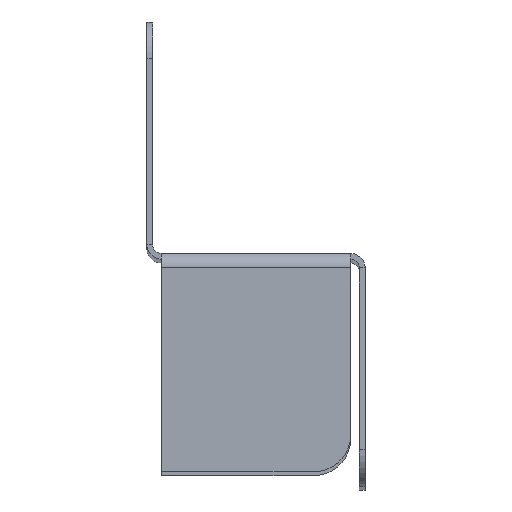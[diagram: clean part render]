
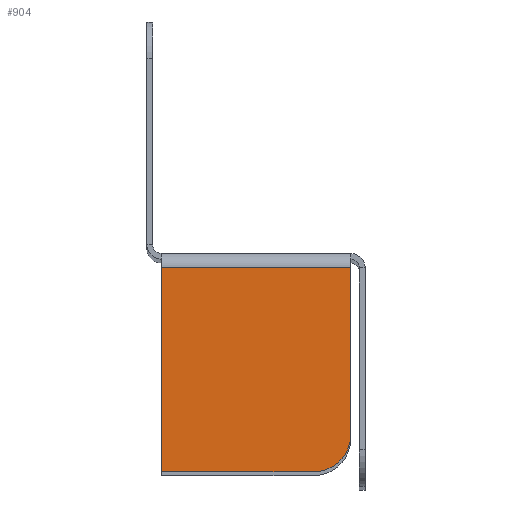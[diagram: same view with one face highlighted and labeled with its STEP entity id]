
A CAD part, top view. The second image highlights one B-rep face of the part: STEP entity #904.
In plain terms, the highlighted planar face has unit normal (0, 0, 1).
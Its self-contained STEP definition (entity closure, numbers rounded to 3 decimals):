
#3 = CARTESIAN_POINT ( 'NONE',  ( 1.2, -33.8, 152. ) ) ;
#4 = CARTESIAN_POINT ( 'NONE',  ( 22.2, -61.8, 152. ) ) ;
#25 = CARTESIAN_POINT ( 'NONE',  ( 27.2, -56.8, 152. ) ) ;
#31 = CARTESIAN_POINT ( 'NONE',  ( 27.2, -33.8, 152. ) ) ;
#53 = DIRECTION ( 'NONE',  ( 1., 0., 0. ) ) ;
#55 = CARTESIAN_POINT ( 'NONE',  ( 27.2, -33.8, 152. ) ) ;
#293 = LINE ( 'NONE', #55, #296 ) ;
#296 = VECTOR ( 'NONE', #53, 1000. ) ;
#319 = FACE_OUTER_BOUND ( 'NONE', #1159, .T. ) ;
#354 = VERTEX_POINT ( 'NONE', #1070 ) ;
#388 = AXIS2_PLACEMENT_3D ( 'NONE', #888, #878, #877 ) ;
#421 = AXIS2_PLACEMENT_3D ( 'NONE', #1140, #1098, #1066 ) ;
#452 = LINE ( 'NONE', #1081, #455 ) ;
#454 = CIRCLE ( 'NONE', #421, 5. ) ;
#455 = VECTOR ( 'NONE', #1146, 1000. ) ;
#503 = ORIENTED_EDGE ( 'NONE', *, *, #608, .T. ) ;
#518 = ORIENTED_EDGE ( 'NONE', *, *, #569, .F. ) ;
#532 = ORIENTED_EDGE ( 'NONE', *, *, #656, .F. ) ;
#545 = ORIENTED_EDGE ( 'NONE', *, *, #607, .F. ) ;
#560 = ORIENTED_EDGE ( 'NONE', *, *, #581, .F. ) ;
#569 = EDGE_CURVE ( 'NONE', #744, #754, #1173, .T. ) ;
#581 = EDGE_CURVE ( 'NONE', #354, #795, #1197, .T. ) ;
#607 = EDGE_CURVE ( 'NONE', #790, #354, #452, .T. ) ;
#608 = EDGE_CURVE ( 'NONE', #790, #754, #454, .T. ) ;
#656 = EDGE_CURVE ( 'NONE', #795, #744, #293, .T. ) ;
#744 = VERTEX_POINT ( 'NONE', #31 ) ;
#754 = VERTEX_POINT ( 'NONE', #25 ) ;
#790 = VERTEX_POINT ( 'NONE', #4 ) ;
#795 = VERTEX_POINT ( 'NONE', #3 ) ;
#877 = DIRECTION ( 'NONE',  ( 0., 1., 0. ) ) ;
#878 = DIRECTION ( 'NONE',  ( 0., 0., -1. ) ) ;
#882 = PLANE ( 'NONE',  #388 ) ;
#888 = CARTESIAN_POINT ( 'NONE',  ( 27.2, -32.6, 152. ) ) ;
#904 = ADVANCED_FACE ( 'NONE', ( #319 ), #882, .F. ) ;
#1053 = DIRECTION ( 'NONE',  ( 0., 1., 0. ) ) ;
#1066 = DIRECTION ( 'NONE',  ( 0., 1., 0. ) ) ;
#1070 = CARTESIAN_POINT ( 'NONE',  ( 1.2, -61.8, 152. ) ) ;
#1077 = DIRECTION ( 'NONE',  ( 0., -1., 0. ) ) ;
#1081 = CARTESIAN_POINT ( 'NONE',  ( 1.2, -61.8, 152. ) ) ;
#1098 = DIRECTION ( 'NONE',  ( 0., 0., 1. ) ) ;
#1117 = CARTESIAN_POINT ( 'NONE',  ( 1.2, -32.6, 152. ) ) ;
#1140 = CARTESIAN_POINT ( 'NONE',  ( 22.2, -56.8, 152. ) ) ;
#1141 = CARTESIAN_POINT ( 'NONE',  ( 27.2, -61.8, 152. ) ) ;
#1146 = DIRECTION ( 'NONE',  ( -1., 0., 0. ) ) ;
#1159 = EDGE_LOOP ( 'NONE', ( #545, #503, #518, #532, #560 ) ) ;
#1173 = LINE ( 'NONE', #1141, #1178 ) ;
#1178 = VECTOR ( 'NONE', #1077, 1000. ) ;
#1197 = LINE ( 'NONE', #1117, #1202 ) ;
#1202 = VECTOR ( 'NONE', #1053, 1000. ) ;
